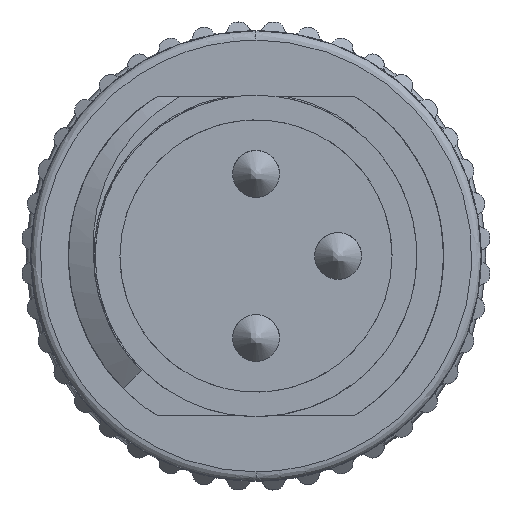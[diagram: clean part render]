
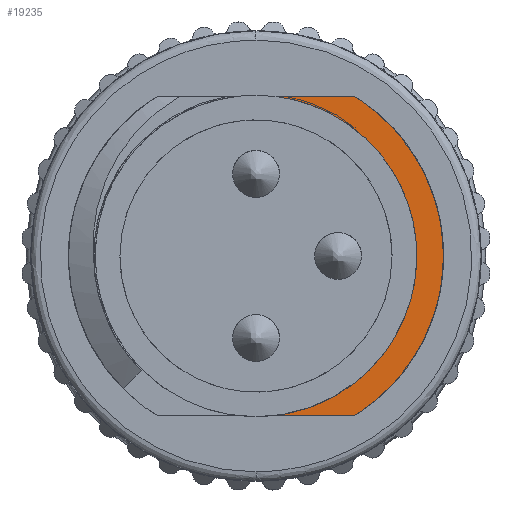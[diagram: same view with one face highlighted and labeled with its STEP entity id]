
A CAD part, left-side view. The second image highlights one B-rep face of the part: STEP entity #19235.
In plain terms, the highlighted planar face has unit normal (-1, 0, 0).
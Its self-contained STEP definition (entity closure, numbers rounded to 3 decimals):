
#659 = CARTESIAN_POINT ( 'NONE',  ( 1., -2.107, 3.4 ) ) ;
#749 = CARTESIAN_POINT ( 'NONE',  ( 1., -0.413, 3.4 ) ) ;
#1020 = CARTESIAN_POINT ( 'NONE',  ( 1., -3.179, 1.276 ) ) ;
#1147 = CARTESIAN_POINT ( 'NONE',  ( 1., -2.851, -1.947 ) ) ;
#2714 = B_SPLINE_CURVE_WITH_KNOTS ( 'NONE', 3,
 ( #26380, #5534, #8553, #29314, #11575, #32223, #14600, #35198, #17607, #38139 ),
 .UNSPECIFIED., .F., .F.,
 ( 4, 2, 2, 2, 4 ),
 ( 0., 0.25, 0.5, 0.75, 1. ),
 .UNSPECIFIED. ) ;
#3752 = ORIENTED_EDGE ( 'NONE', *, *, #30087, .T. ) ;
#3940 = CARTESIAN_POINT ( 'NONE',  ( 1., -1.235, 3.198 ) ) ;
#4060 = CARTESIAN_POINT ( 'NONE',  ( 1., 3.425, -3.4 ) ) ;
#4084 = CARTESIAN_POINT ( 'NONE',  ( 1., -3.208, 1.199 ) ) ;
#4218 = CARTESIAN_POINT ( 'NONE',  ( 1., -2.187, -2.652 ) ) ;
#4268 = AXIS2_PLACEMENT_3D ( 'NONE', #10466, #7581, #28373 ) ;
#5534 = CARTESIAN_POINT ( 'NONE',  ( 1., -2.683, 3.043 ) ) ;
#6085 = CARTESIAN_POINT ( 'NONE',  ( 1., -2.107, -3.4 ) ) ;
#7015 = CARTESIAN_POINT ( 'NONE',  ( 1., -1.464, 3.096 ) ) ;
#7139 = CARTESIAN_POINT ( 'NONE',  ( 1., -3.425, 0.404 ) ) ;
#7263 = CARTESIAN_POINT ( 'NONE',  ( 1., -1.721, -2.962 ) ) ;
#7581 = DIRECTION ( 'NONE',  ( -1., 0., 0. ) ) ;
#8553 = CARTESIAN_POINT ( 'NONE',  ( 1., -3.165, 2.537 ) ) ;
#8587 = EDGE_CURVE ( 'NONE', #20906, #12703, #2714, .T. ) ;
#8718 = B_SPLINE_CURVE_WITH_KNOTS ( 'NONE', 3,
 ( #749, #33532, #21905, #3940, #24869, #7015, #27801, #10015, #30744, #13031, #33653, #16065, #36637, #19047, #1020, #22040, #4084, #24997, #7139, #27933, #10147, #30869, #13166, #33787, #16196, #36756, #19182, #1147, #22169, #4218, #25132, #7263, #28061, #10282, #30990, #13295, #33917, #16326 ),
 .UNSPECIFIED., .F., .F.,
 ( 4, 1, 1, 1, 2, 2, 2, 1, 1, 1, 2, 2, 2, 1, 1, 1, 2, 2, 2, 1, 1, 1, 2, 2, 4 ),
 ( 0., 0.063, 0.094, 0.109, 0.117, 0.125, 0.25, 0.313, 0.344, 0.359, 0.367, 0.375, 0.5, 0.563, 0.594, 0.609, 0.617, 0.625, 0.75, 0.813, 0.844, 0.859, 0.867, 0.875, 1. ),
 .UNSPECIFIED. ) ;
#10015 = CARTESIAN_POINT ( 'NONE',  ( 1., -1.53, 3.064 ) ) ;
#10147 = CARTESIAN_POINT ( 'NONE',  ( 1., -3.399, -0.5 ) ) ;
#10282 = CARTESIAN_POINT ( 'NONE',  ( 1., -1.602, -3.027 ) ) ;
#10466 = CARTESIAN_POINT ( 'NONE',  ( 1., 3.425, 0. ) ) ;
#10926 = LINE ( 'NONE', #4060, #25814 ) ;
#11345 = CARTESIAN_POINT ( 'NONE',  ( 1., -0.413, -3.4 ) ) ;
#11575 = CARTESIAN_POINT ( 'NONE',  ( 1., -4., 0.677 ) ) ;
#12703 = VERTEX_POINT ( 'NONE', #6085 ) ;
#13031 = CARTESIAN_POINT ( 'NONE',  ( 1., -2.277, 2.595 ) ) ;
#13166 = CARTESIAN_POINT ( 'NONE',  ( 1., -3.274, -1.008 ) ) ;
#13295 = CARTESIAN_POINT ( 'NONE',  ( 1., -1.195, -3.235 ) ) ;
#14350 = LINE ( 'NONE', #35294, #29116 ) ;
#14600 = CARTESIAN_POINT ( 'NONE',  ( 1., -3.824, -1.354 ) ) ;
#14701 = DIRECTION ( 'NONE',  ( 0., 1., 0. ) ) ;
#16065 = CARTESIAN_POINT ( 'NONE',  ( 1., -2.896, 1.851 ) ) ;
#16196 = CARTESIAN_POINT ( 'NONE',  ( 1., -3.234, -1.127 ) ) ;
#16326 = CARTESIAN_POINT ( 'NONE',  ( 1., -0.413, -3.4 ) ) ;
#17607 = CARTESIAN_POINT ( 'NONE',  ( 1., -2.683, -3.043 ) ) ;
#19047 = CARTESIAN_POINT ( 'NONE',  ( 1., -3.148, 1.351 ) ) ;
#19182 = CARTESIAN_POINT ( 'NONE',  ( 1., -3.069, -1.581 ) ) ;
#19235 = ADVANCED_FACE ( 'NONE', ( #38488 ), #25421, .T. ) ;
#20835 = EDGE_LOOP ( 'NONE', ( #3752, #29642, #22933, #25484 ) ) ;
#20906 = VERTEX_POINT ( 'NONE', #659 ) ;
#21242 = VERTEX_POINT ( 'NONE', #11345 ) ;
#21583 = EDGE_CURVE ( 'NONE', #23820, #21242, #8718, .T. ) ;
#21905 = CARTESIAN_POINT ( 'NONE',  ( 1., -0.906, 3.314 ) ) ;
#22040 = CARTESIAN_POINT ( 'NONE',  ( 1., -3.198, 1.226 ) ) ;
#22169 = CARTESIAN_POINT ( 'NONE',  ( 1., -2.42, -2.433 ) ) ;
#22933 = ORIENTED_EDGE ( 'NONE', *, *, #31946, .T. ) ;
#23820 = VERTEX_POINT ( 'NONE', #37301 ) ;
#24869 = CARTESIAN_POINT ( 'NONE',  ( 1., -1.396, 3.128 ) ) ;
#24975 = DIRECTION ( 'NONE',  ( 0., -1., 0. ) ) ;
#24997 = CARTESIAN_POINT ( 'NONE',  ( 1., -3.356, 0.796 ) ) ;
#25132 = CARTESIAN_POINT ( 'NONE',  ( 1., -1.881, -2.866 ) ) ;
#25421 = PLANE ( 'NONE',  #4268 ) ;
#25484 = ORIENTED_EDGE ( 'NONE', *, *, #8587, .F. ) ;
#25814 = VECTOR ( 'NONE', #24975, 1000. ) ;
#26380 = CARTESIAN_POINT ( 'NONE',  ( 1., -2.107, 3.4 ) ) ;
#27801 = CARTESIAN_POINT ( 'NONE',  ( 1., -1.509, 3.075 ) ) ;
#27933 = CARTESIAN_POINT ( 'NONE',  ( 1., -3.425, -0.202 ) ) ;
#28061 = CARTESIAN_POINT ( 'NONE',  ( 1., -1.65, -3.002 ) ) ;
#28373 = DIRECTION ( 'NONE',  ( 0., 0., 1. ) ) ;
#29116 = VECTOR ( 'NONE', #14701, 1000. ) ;
#29314 = CARTESIAN_POINT ( 'NONE',  ( 1., -3.824, 1.354 ) ) ;
#29642 = ORIENTED_EDGE ( 'NONE', *, *, #21583, .T. ) ;
#30087 = EDGE_CURVE ( 'NONE', #20906, #23820, #14350, .T. ) ;
#30744 = CARTESIAN_POINT ( 'NONE',  ( 1., -1.94, 2.856 ) ) ;
#30869 = CARTESIAN_POINT ( 'NONE',  ( 1., -3.323, -0.84 ) ) ;
#30990 = CARTESIAN_POINT ( 'NONE',  ( 1., -1.577, -3.041 ) ) ;
#31946 = EDGE_CURVE ( 'NONE', #21242, #12703, #10926, .T. ) ;
#32223 = CARTESIAN_POINT ( 'NONE',  ( 1., -4., -0.677 ) ) ;
#33532 = CARTESIAN_POINT ( 'NONE',  ( 1., -0.613, 3.376 ) ) ;
#33653 = CARTESIAN_POINT ( 'NONE',  ( 1., -2.707, 2.109 ) ) ;
#33787 = CARTESIAN_POINT ( 'NONE',  ( 1., -3.25, -1.08 ) ) ;
#33917 = CARTESIAN_POINT ( 'NONE',  ( 1., -0.814, -3.351 ) ) ;
#35198 = CARTESIAN_POINT ( 'NONE',  ( 1., -3.165, -2.537 ) ) ;
#35294 = CARTESIAN_POINT ( 'NONE',  ( 1., 3.425, 3.4 ) ) ;
#36637 = CARTESIAN_POINT ( 'NONE',  ( 1., -3.072, 1.522 ) ) ;
#36756 = CARTESIAN_POINT ( 'NONE',  ( 1., -3.226, -1.15 ) ) ;
#37301 = CARTESIAN_POINT ( 'NONE',  ( 1., -0.413, 3.4 ) ) ;
#38139 = CARTESIAN_POINT ( 'NONE',  ( 1., -2.107, -3.4 ) ) ;
#38488 = FACE_OUTER_BOUND ( 'NONE', #20835, .T. ) ;
